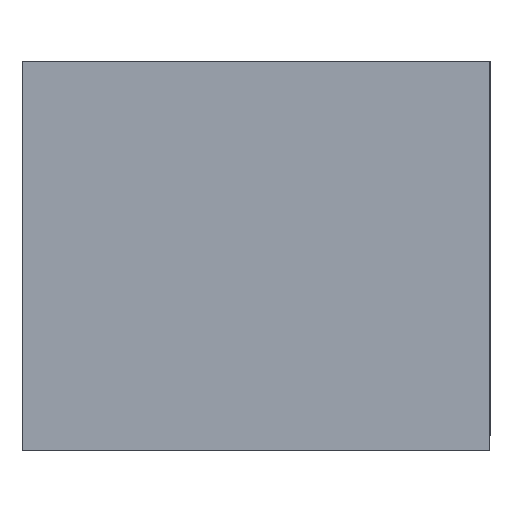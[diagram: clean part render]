
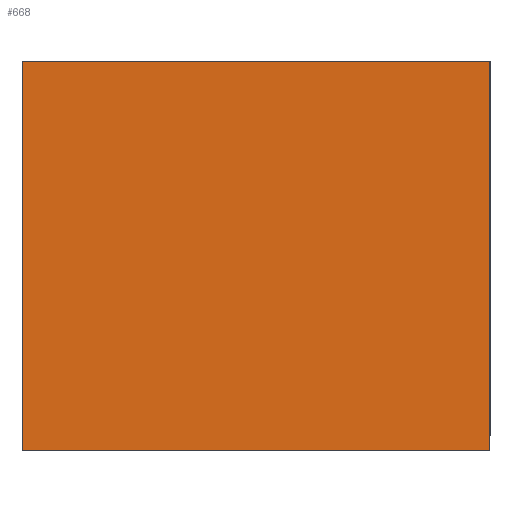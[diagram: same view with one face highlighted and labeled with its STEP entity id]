
A CAD part, front view. The second image highlights one B-rep face of the part: STEP entity #668.
In plain terms, the highlighted planar face has unit normal (0, -1, 0).
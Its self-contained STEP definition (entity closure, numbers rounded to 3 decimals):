
#57=FACE_OUTER_BOUND('',#92,.T.);
#92=EDGE_LOOP('',(#516,#517,#518,#519));
#150=LINE('',#1044,#235);
#159=LINE('',#1062,#244);
#161=LINE('',#1066,#246);
#162=LINE('',#1067,#247);
#235=VECTOR('',#856,10.);
#244=VECTOR('',#873,10.);
#246=VECTOR('',#877,10.);
#247=VECTOR('',#878,10.);
#310=VERTEX_POINT('',#1041);
#311=VERTEX_POINT('',#1043);
#316=VERTEX_POINT('',#1061);
#317=VERTEX_POINT('',#1065);
#380=EDGE_CURVE('',#311,#310,#150,.T.);
#389=EDGE_CURVE('',#316,#311,#159,.T.);
#391=EDGE_CURVE('',#317,#310,#161,.T.);
#392=EDGE_CURVE('',#317,#316,#162,.T.);
#516=ORIENTED_EDGE('',*,*,#380,.T.);
#517=ORIENTED_EDGE('',*,*,#391,.F.);
#518=ORIENTED_EDGE('',*,*,#392,.T.);
#519=ORIENTED_EDGE('',*,*,#389,.T.);
#636=PLANE('',#769);
#668=ADVANCED_FACE('',(#57),#636,.T.);
#769=AXIS2_PLACEMENT_3D('',#1064,#875,#876);
#856=DIRECTION('',(-1.,0.,0.));
#873=DIRECTION('',(0.,0.,1.));
#875=DIRECTION('center_axis',(0.,-1.,0.));
#876=DIRECTION('ref_axis',(0.,0.,-1.));
#877=DIRECTION('',(0.,0.,1.));
#878=DIRECTION('',(1.,0.,0.));
#1041=CARTESIAN_POINT('',(-6.007,-10.,25.));
#1043=CARTESIAN_POINT('',(24.007,-10.,25.));
#1044=CARTESIAN_POINT('',(-6.007,-10.,25.));
#1061=CARTESIAN_POINT('',(24.007,-10.,0.));
#1062=CARTESIAN_POINT('',(24.007,-10.,0.));
#1064=CARTESIAN_POINT('Origin',(24.007,-10.,0.));
#1065=CARTESIAN_POINT('',(-6.007,-10.,0.));
#1066=CARTESIAN_POINT('',(-6.007,-10.,0.));
#1067=CARTESIAN_POINT('',(-6.007,-10.,0.));
